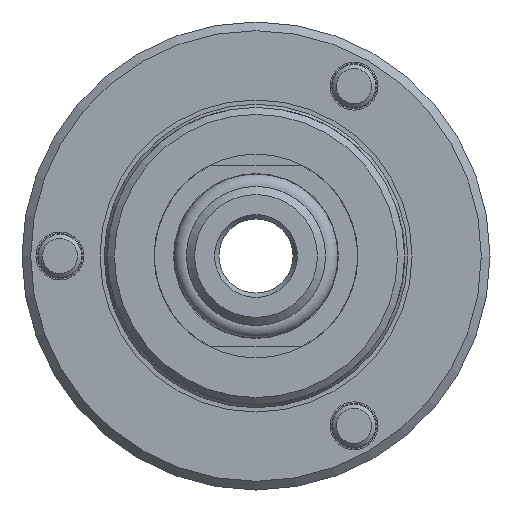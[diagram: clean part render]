
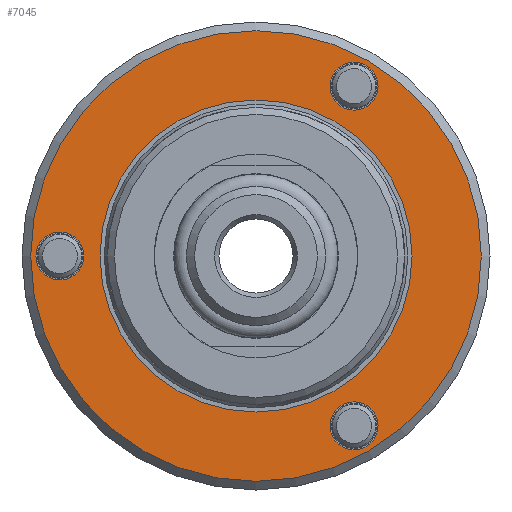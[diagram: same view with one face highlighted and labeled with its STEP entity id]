
A CAD part, left-side view. The second image highlights one B-rep face of the part: STEP entity #7045.
In plain terms, the highlighted planar face has unit normal (-1, 0, 0).
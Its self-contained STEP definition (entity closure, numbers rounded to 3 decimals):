
#254=PLANE('',#7496);
#408=FACE_BOUND('',#2119,.T.);
#409=FACE_BOUND('',#2120,.T.);
#410=FACE_BOUND('',#2121,.T.);
#411=FACE_BOUND('',#2122,.T.);
#1702=FACE_OUTER_BOUND('',#2118,.T.);
#2118=EDGE_LOOP('',(#4796));
#2119=EDGE_LOOP('',(#4797,#4798));
#2120=EDGE_LOOP('',(#4799,#4800));
#2121=EDGE_LOOP('',(#4801,#4802));
#2122=EDGE_LOOP('',(#4803,#4804));
#2581=CIRCLE('',#7494,17.9);
#2582=CIRCLE('',#7495,17.9);
#2583=CIRCLE('',#7497,25.85);
#2584=CIRCLE('',#7498,2.75);
#2585=CIRCLE('',#7499,2.75);
#2586=CIRCLE('',#7500,2.75);
#2587=CIRCLE('',#7501,2.75);
#2588=CIRCLE('',#7502,2.75);
#2589=CIRCLE('',#7503,2.75);
#2904=VERTEX_POINT('',#10198);
#2905=VERTEX_POINT('',#10199);
#2906=VERTEX_POINT('',#10204);
#2907=VERTEX_POINT('',#10206);
#2908=VERTEX_POINT('',#10207);
#2909=VERTEX_POINT('',#10210);
#2910=VERTEX_POINT('',#10211);
#2911=VERTEX_POINT('',#10214);
#2912=VERTEX_POINT('',#10215);
#3659=EDGE_CURVE('',#2904,#2905,#2581,.T.);
#3660=EDGE_CURVE('',#2905,#2904,#2582,.T.);
#3662=EDGE_CURVE('',#2906,#2906,#2583,.T.);
#3663=EDGE_CURVE('',#2907,#2908,#2584,.T.);
#3664=EDGE_CURVE('',#2908,#2907,#2585,.T.);
#3665=EDGE_CURVE('',#2909,#2910,#2586,.T.);
#3666=EDGE_CURVE('',#2910,#2909,#2587,.T.);
#3667=EDGE_CURVE('',#2911,#2912,#2588,.T.);
#3668=EDGE_CURVE('',#2912,#2911,#2589,.T.);
#4796=ORIENTED_EDGE('',*,*,#3662,.F.);
#4797=ORIENTED_EDGE('',*,*,#3663,.T.);
#4798=ORIENTED_EDGE('',*,*,#3664,.T.);
#4799=ORIENTED_EDGE('',*,*,#3665,.T.);
#4800=ORIENTED_EDGE('',*,*,#3666,.T.);
#4801=ORIENTED_EDGE('',*,*,#3667,.T.);
#4802=ORIENTED_EDGE('',*,*,#3668,.T.);
#4803=ORIENTED_EDGE('',*,*,#3659,.T.);
#4804=ORIENTED_EDGE('',*,*,#3660,.T.);
#7045=ADVANCED_FACE('',(#1702,#408,#409,#410,#411),#254,.T.);
#7494=AXIS2_PLACEMENT_3D('',#10200,#8139,#8140);
#7495=AXIS2_PLACEMENT_3D('',#10201,#8141,#8142);
#7496=AXIS2_PLACEMENT_3D('',#10203,#8144,#8145);
#7497=AXIS2_PLACEMENT_3D('',#10205,#8146,#8147);
#7498=AXIS2_PLACEMENT_3D('',#10208,#8148,#8149);
#7499=AXIS2_PLACEMENT_3D('',#10209,#8150,#8151);
#7500=AXIS2_PLACEMENT_3D('',#10212,#8152,#8153);
#7501=AXIS2_PLACEMENT_3D('',#10213,#8154,#8155);
#7502=AXIS2_PLACEMENT_3D('',#10216,#8156,#8157);
#7503=AXIS2_PLACEMENT_3D('',#10217,#8158,#8159);
#8139=DIRECTION('center_axis',(1.,0.,0.));
#8140=DIRECTION('ref_axis',(0.,1.,0.));
#8141=DIRECTION('center_axis',(1.,0.,0.));
#8142=DIRECTION('ref_axis',(0.,1.,0.));
#8144=DIRECTION('center_axis',(-1.,0.,0.));
#8145=DIRECTION('ref_axis',(0.,0.,1.));
#8146=DIRECTION('center_axis',(1.,0.,0.));
#8147=DIRECTION('ref_axis',(0.,-1.,0.));
#8148=DIRECTION('center_axis',(1.,0.,0.));
#8149=DIRECTION('ref_axis',(0.,0.866,-0.5));
#8150=DIRECTION('center_axis',(1.,0.,0.));
#8151=DIRECTION('ref_axis',(0.,0.866,-0.5));
#8152=DIRECTION('center_axis',(1.,0.,0.));
#8153=DIRECTION('ref_axis',(0.,-0.866,-0.5));
#8154=DIRECTION('center_axis',(1.,0.,0.));
#8155=DIRECTION('ref_axis',(0.,-0.866,-0.5));
#8156=DIRECTION('center_axis',(1.,0.,0.));
#8157=DIRECTION('ref_axis',(0.,0.,1.));
#8158=DIRECTION('center_axis',(1.,0.,0.));
#8159=DIRECTION('ref_axis',(0.,0.,1.));
#10198=CARTESIAN_POINT('',(5.1,17.9,0.));
#10199=CARTESIAN_POINT('',(5.1,-17.9,0.));
#10200=CARTESIAN_POINT('Origin',(5.1,0.,0.));
#10201=CARTESIAN_POINT('Origin',(5.1,0.,0.));
#10203=CARTESIAN_POINT('Origin',(5.1,21.054,0.));
#10204=CARTESIAN_POINT('',(5.1,25.85,0.));
#10205=CARTESIAN_POINT('Origin',(5.1,0.,0.));
#10206=CARTESIAN_POINT('',(5.1,-8.868,-20.861));
#10207=CARTESIAN_POINT('',(5.1,-13.632,-18.111));
#10208=CARTESIAN_POINT('Origin',(5.1,-11.25,-19.486));
#10209=CARTESIAN_POINT('Origin',(5.1,-11.25,-19.486));
#10210=CARTESIAN_POINT('',(5.1,-13.632,18.111));
#10211=CARTESIAN_POINT('',(5.1,-8.868,20.861));
#10212=CARTESIAN_POINT('Origin',(5.1,-11.25,19.486));
#10213=CARTESIAN_POINT('Origin',(5.1,-11.25,19.486));
#10214=CARTESIAN_POINT('',(5.1,22.5,2.75));
#10215=CARTESIAN_POINT('',(5.1,22.5,-2.75));
#10216=CARTESIAN_POINT('Origin',(5.1,22.5,0.));
#10217=CARTESIAN_POINT('Origin',(5.1,22.5,0.));
